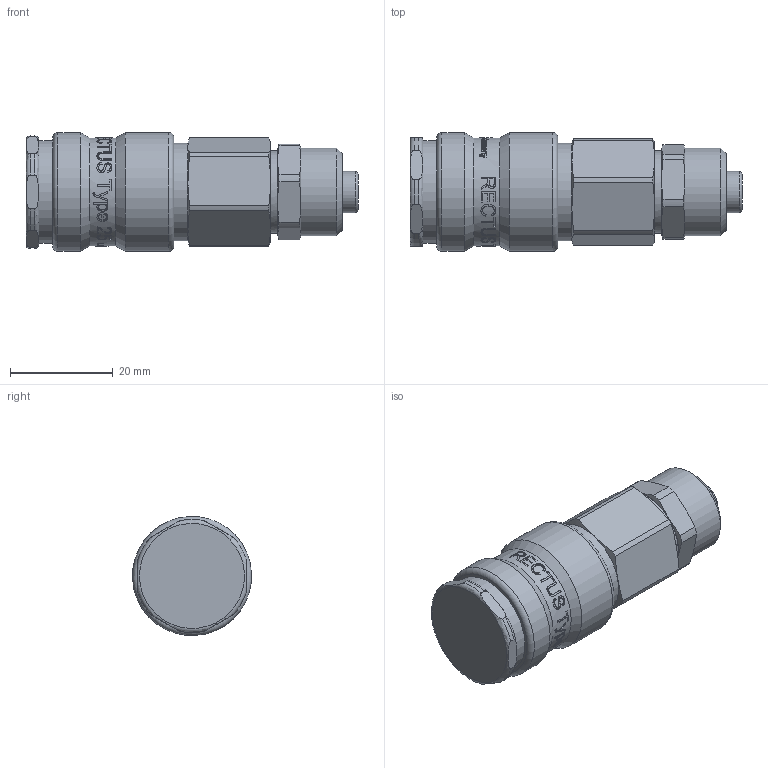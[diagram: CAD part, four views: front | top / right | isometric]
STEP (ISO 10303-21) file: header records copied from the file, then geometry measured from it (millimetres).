
FILE_DESCRIPTION((''),'2;1');
FILE_NAME('25kbko10rvx.stp','2013-02-21T14:51:05',('IA176480'),(''),'Autodesk Inventor 2011','Autodesk Inventor 2011','');
FILE_SCHEMA(('AUTOMOTIVE_DESIGN { 1 0 10303 214 1 1 1 1 }'));
Length unit declared in the file: millimetre
Products named in the file (1): D105951
Bounding box: 64.5 x 23.1 x 23.1 mm (x, y, z)
Volume: 18347.3 mm3; surface area: 9047.1 mm2
Topology: 2 solids, 3 shells, 654 faces, 1705 edges, 1123 vertices
Faces by surface type: bspline 288, plane 223, cylinder 97, cone 36, torus 10
Full cylindrical faces by diameter (mm): 8 x1, 8.45 x1, 9.5 x1, 10.2 x1, 14.972 x2, 15 x1, 15.1 x1, 15.3 x1, 15.6 x1, 16 x3, 17 x1, 17.25 x1, 18.95 x1, 19.35 x1, 20 x1, 20.05 x1, 21 x1, 23.15 x2
Entity records: 91689 total; most frequent: CARTESIAN_POINT 77511, ORIENTED_EDGE 3284, DIRECTION 1783, EDGE_CURVE 1642, VERTEX_POINT 1111, EDGE_LOOP 775, B_SPLINE_CURVE_WITH_KNOTS 774, FACE_OUTER_BOUND 654
